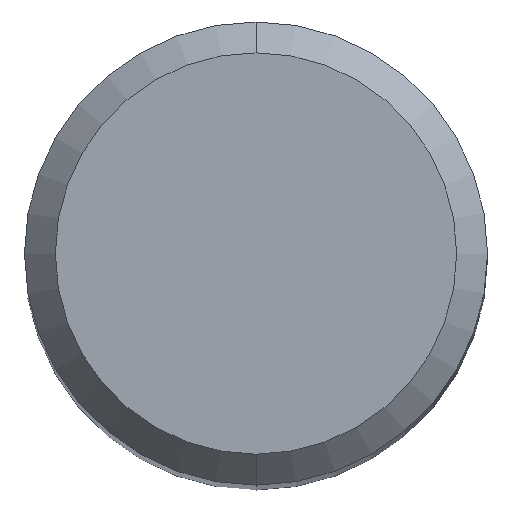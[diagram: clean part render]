
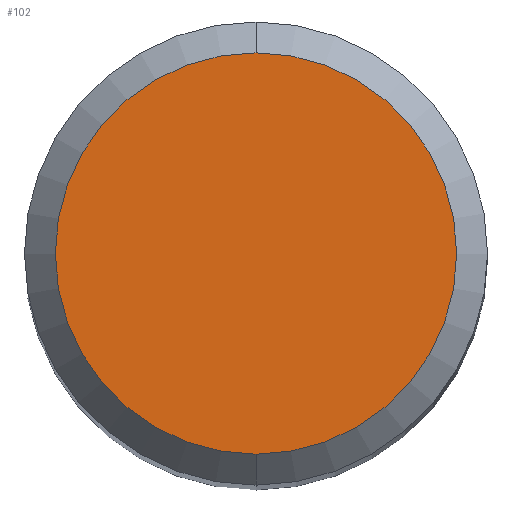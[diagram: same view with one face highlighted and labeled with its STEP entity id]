
A CAD part, top view. The second image highlights one B-rep face of the part: STEP entity #102.
In plain terms, the highlighted planar face has unit normal (0, 0, 1).
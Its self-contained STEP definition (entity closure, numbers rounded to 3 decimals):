
#102=ADVANCED_FACE('',(#255),#256,.T.);
#118=EDGE_CURVE('',#218,#222,#275,.T.);
#176=EDGE_CURVE('',#222,#218,#343,.T.);
#218=VERTEX_POINT('',#388);
#222=VERTEX_POINT('',#392);
#255=FACE_OUTER_BOUND('',#418,.T.);
#256=PLANE('',#419);
#275=CIRCLE('',#441,2.6);
#343=CIRCLE('',#526,2.6);
#388=CARTESIAN_POINT('',(0.0,2.6,0.0));
#392=CARTESIAN_POINT('',(0.,-2.6,0.0));
#418=EDGE_LOOP('',(#607,#608));
#419=AXIS2_PLACEMENT_3D('',#609,#610,#611);
#441=AXIS2_PLACEMENT_3D('',#642,#643,#644);
#526=AXIS2_PLACEMENT_3D('',#734,#735,#736);
#607=ORIENTED_EDGE('',*,*,#118,.F.);
#608=ORIENTED_EDGE('',*,*,#176,.F.);
#609=CARTESIAN_POINT('',(0.0,1.3,0.0));
#610=DIRECTION('',(-0.0,0.0,1.0));
#611=DIRECTION('',(0.0,-1.0,0.0));
#642=CARTESIAN_POINT('',(0.0,0.0,0.0));
#643=DIRECTION('',(0.0,0.0,-1.0));
#644=DIRECTION('',(0.0,1.0,0.0));
#734=CARTESIAN_POINT('',(0.0,0.0,0.0));
#735=DIRECTION('',(0.0,0.0,-1.0));
#736=DIRECTION('',(0.0,1.0,0.0));
